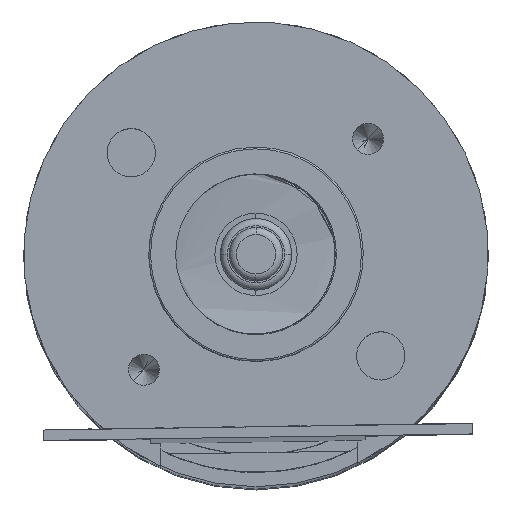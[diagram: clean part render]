
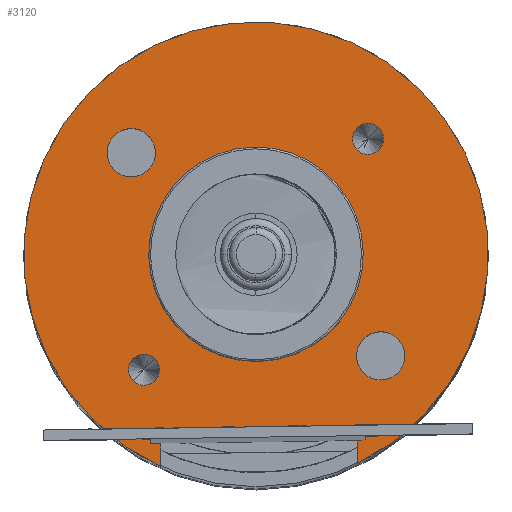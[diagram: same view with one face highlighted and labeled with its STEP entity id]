
A CAD part, top view. The second image highlights one B-rep face of the part: STEP entity #3120.
In plain terms, the highlighted planar face has unit normal (0, 0, 1).
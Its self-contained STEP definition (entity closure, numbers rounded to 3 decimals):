
#2556=CARTESIAN_POINT('',(0.,0.,38.61));
#2557=DIRECTION('',(0.,0.,-1.));
#2558=DIRECTION('',(-0.015,1.,0.));
#2559=AXIS2_PLACEMENT_3D('',#2556,#2557,#2558);
#2570=CARTESIAN_POINT('',(0.,0.,38.61));
#2571=DIRECTION('',(0.,0.,1.));
#2572=DIRECTION('',(-0.015,1.,0.));
#2573=AXIS2_PLACEMENT_3D('',#2570,#2571,#2572);
#2579=DIRECTION('',(-0.015,1.,0.));
#2580=VECTOR('',#2579,0.94);
#2581=CARTESIAN_POINT('',(-2.661,-5.93,38.61));
#2582=LINE('',#2581,#2580);
#2583=DIRECTION('',(-0.015,1.,0.));
#2584=VECTOR('',#2583,0.94);
#2585=CARTESIAN_POINT('',(2.838,-5.848,38.61));
#2586=LINE('',#2585,#2584);
#2587=CARTESIAN_POINT('',(3.134,3.229,38.61));
#2588=DIRECTION('',(0.,0.,-1.));
#2589=DIRECTION('',(0.696,0.718,0.));
#2590=AXIS2_PLACEMENT_3D('',#2587,#2588,#2589);
#2592=CARTESIAN_POINT('',(3.134,3.229,38.61));
#2593=DIRECTION('',(0.,0.,-1.));
#2594=DIRECTION('',(-0.696,-0.718,0.));
#2595=AXIS2_PLACEMENT_3D('',#2592,#2593,#2594);
#2597=CARTESIAN_POINT('',(-3.134,-3.229,38.61));
#2598=DIRECTION('',(0.,0.,1.));
#2599=DIRECTION('',(-0.696,-0.718,0.));
#2600=AXIS2_PLACEMENT_3D('',#2597,#2598,#2599);
#2602=CARTESIAN_POINT('',(-3.134,-3.229,38.61));
#2603=DIRECTION('',(0.,0.,1.));
#2604=DIRECTION('',(0.696,0.718,0.));
#2605=AXIS2_PLACEMENT_3D('',#2602,#2603,#2604);
#2607=CARTESIAN_POINT('',(-3.49,2.841,38.61));
#2608=DIRECTION('',(0.,0.,-1.));
#2609=DIRECTION('',(-0.015,1.,0.));
#2610=AXIS2_PLACEMENT_3D('',#2607,#2608,#2609);
#2612=CARTESIAN_POINT('',(-3.49,2.841,38.61));
#2613=DIRECTION('',(0.,0.,-1.));
#2614=DIRECTION('',(0.015,-1.,0.));
#2615=AXIS2_PLACEMENT_3D('',#2612,#2613,#2614);
#2617=CARTESIAN_POINT('',(3.49,-2.841,38.61));
#2618=DIRECTION('',(0.,0.,1.));
#2619=DIRECTION('',(0.982,0.188,0.));
#2620=AXIS2_PLACEMENT_3D('',#2617,#2618,#2619);
#2622=CARTESIAN_POINT('',(3.49,-2.841,38.61));
#2623=DIRECTION('',(0.,0.,1.));
#2624=DIRECTION('',(-0.982,-0.188,0.));
#2625=AXIS2_PLACEMENT_3D('',#2622,#2623,#2624);
#2627=DIRECTION('',(1.,0.015,0.));
#2628=VECTOR('',#2627,5.5);
#2629=CARTESIAN_POINT('',(-2.676,-4.991,38.61));
#2630=LINE('',#2629,#2628);
#2770=CARTESIAN_POINT('',(0.,0.,38.61));
#2771=DIRECTION('',(0.,0.,1.));
#2772=DIRECTION('',(0.437,-0.9,0.));
#2773=AXIS2_PLACEMENT_3D('',#2770,#2771,#2772);
#2856=CARTESIAN_POINT('',(-0.045,3.,38.61));
#2857=CARTESIAN_POINT('',(0.045,-3.,38.61));
#2858=VERTEX_POINT('',#2856);
#2859=VERTEX_POINT('',#2857);
#2901=CARTESIAN_POINT('',(2.838,-5.848,38.61));
#2902=VERTEX_POINT('',#2901);
#2903=CARTESIAN_POINT('',(-2.661,-5.93,38.61));
#2904=CARTESIAN_POINT('',(-2.676,-4.991,38.61));
#2905=VERTEX_POINT('',#2903);
#2906=VERTEX_POINT('',#2904);
#2907=CARTESIAN_POINT('',(2.824,-4.908,38.61));
#2908=VERTEX_POINT('',#2907);
#2916=CARTESIAN_POINT('',(3.436,3.54,38.61));
#2917=CARTESIAN_POINT('',(2.832,2.918,38.61));
#2918=VERTEX_POINT('',#2916);
#2919=VERTEX_POINT('',#2917);
#2922=CARTESIAN_POINT('',(-3.436,-3.54,38.61));
#2924=VERTEX_POINT('',#2922);
#2926=CARTESIAN_POINT('',(-2.832,-2.918,38.61));
#2927=VERTEX_POINT('',#2926);
#2932=CARTESIAN_POINT('',(-3.5,3.515,38.61));
#2933=CARTESIAN_POINT('',(-3.48,2.166,38.61));
#2934=VERTEX_POINT('',#2932);
#2935=VERTEX_POINT('',#2933);
#2940=CARTESIAN_POINT('',(4.153,-2.713,38.61));
#2941=VERTEX_POINT('',#2940);
#2942=CARTESIAN_POINT('',(2.827,-2.968,38.61));
#2943=VERTEX_POINT('',#2942);
#3077=CARTESIAN_POINT('',(0.,0.,38.61));
#3078=DIRECTION('',(0.,0.,-1.));
#3079=DIRECTION('',(0.015,-1.,0.));
#3080=AXIS2_PLACEMENT_3D('',#3077,#3078,#3079);
#3081=PLANE('',#3080);
#3083=ORIENTED_EDGE('',*,*,#3082,.F.);
#3085=ORIENTED_EDGE('',*,*,#3084,.F.);
#3087=ORIENTED_EDGE('',*,*,#3086,.F.);
#3089=ORIENTED_EDGE('',*,*,#3088,.T.);
#3090=EDGE_LOOP('',(#3083,#3085,#3087,#3089));
#3091=FACE_OUTER_BOUND('',#3090,.F.);
#3092=ORIENTED_EDGE('',*,*,#3057,.F.);
#3093=ORIENTED_EDGE('',*,*,#3071,.T.);
#3094=EDGE_LOOP('',(#3092,#3093));
#3095=FACE_BOUND('',#3094,.F.);
#3097=ORIENTED_EDGE('',*,*,#3096,.F.);
#3099=ORIENTED_EDGE('',*,*,#3098,.F.);
#3100=EDGE_LOOP('',(#3097,#3099));
#3101=FACE_BOUND('',#3100,.F.);
#3103=ORIENTED_EDGE('',*,*,#3102,.T.);
#3105=ORIENTED_EDGE('',*,*,#3104,.T.);
#3106=EDGE_LOOP('',(#3103,#3105));
#3107=FACE_BOUND('',#3106,.F.);
#3109=ORIENTED_EDGE('',*,*,#3108,.F.);
#3111=ORIENTED_EDGE('',*,*,#3110,.F.);
#3112=EDGE_LOOP('',(#3109,#3111));
#3113=FACE_BOUND('',#3112,.F.);
#3115=ORIENTED_EDGE('',*,*,#3114,.T.);
#3117=ORIENTED_EDGE('',*,*,#3116,.T.);
#3118=EDGE_LOOP('',(#3115,#3117));
#3119=FACE_BOUND('',#3118,.F.);
#3120=ADVANCED_FACE('',(#3091,#3095,#3101,#3107,#3113,#3119),#3081,.F.);
#2560=CIRCLE('',#2559,3.);
#2574=CIRCLE('',#2573,3.);
#2591=CIRCLE('',#2590,0.433);
#2596=CIRCLE('',#2595,0.433);
#2601=CIRCLE('',#2600,0.433);
#2606=CIRCLE('',#2605,0.433);
#2611=CIRCLE('',#2610,0.675);
#2616=CIRCLE('',#2615,0.675);
#2621=CIRCLE('',#2620,0.675);
#2626=CIRCLE('',#2625,0.675);
#2774=CIRCLE('',#2773,6.5);
#3057=EDGE_CURVE('',#2858,#2859,#2560,.T.);
#3071=EDGE_CURVE('',#2858,#2859,#2574,.T.);
#3082=EDGE_CURVE('',#2906,#2908,#2630,.T.);
#3084=EDGE_CURVE('',#2905,#2906,#2582,.T.);
#3086=EDGE_CURVE('',#2902,#2905,#2774,.T.);
#3088=EDGE_CURVE('',#2902,#2908,#2586,.T.);
#3096=EDGE_CURVE('',#2918,#2919,#2591,.T.);
#3098=EDGE_CURVE('',#2919,#2918,#2596,.T.);
#3102=EDGE_CURVE('',#2924,#2927,#2601,.T.);
#3104=EDGE_CURVE('',#2927,#2924,#2606,.T.);
#3108=EDGE_CURVE('',#2934,#2935,#2611,.T.);
#3110=EDGE_CURVE('',#2935,#2934,#2616,.T.);
#3114=EDGE_CURVE('',#2941,#2943,#2621,.T.);
#3116=EDGE_CURVE('',#2943,#2941,#2626,.T.);
